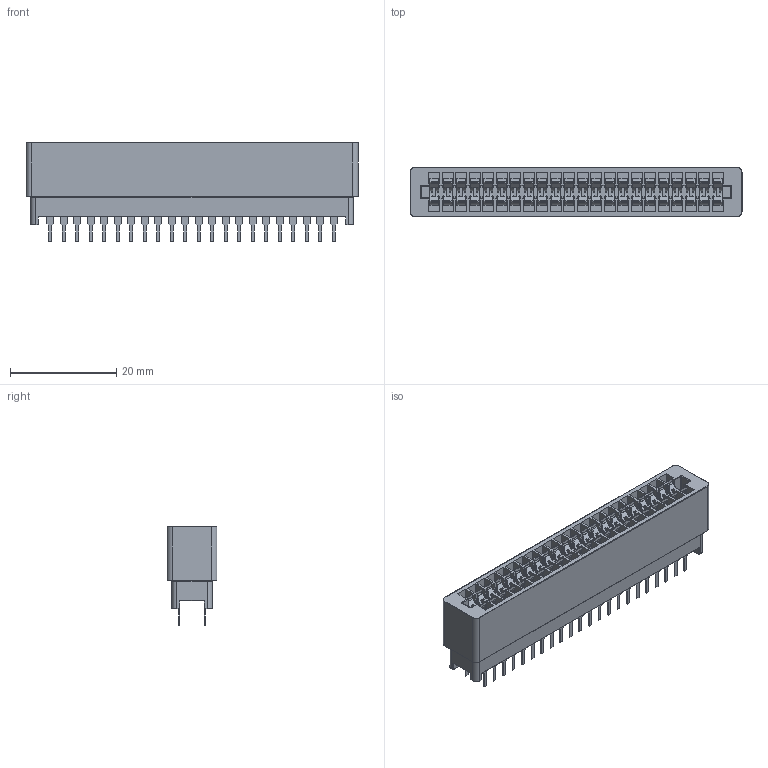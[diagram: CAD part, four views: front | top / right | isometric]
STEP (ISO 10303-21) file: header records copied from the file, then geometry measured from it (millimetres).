
FILE_DESCRIPTION(/* description */ (''),/* implementation_level */ '2;1');
FILE_NAME(/* name */ 'EDGE PCB Connector P2.54mm 44pin 2 Rows.stp',/* time_stamp */ '2019-10-27T10:42:24+01:00',/* author */ ('Bernd das Brot'),/* organization */ (''),/* preprocessor_version */ 'ST-DEVELOPER v18',/* originating_system */ 'Autodesk Inventor 2020',/* authorisation */ '');
FILE_SCHEMA (('AUTOMOTIVE_DESIGN { 1 0 10303 214 3 1 1 }'));
Length unit declared in the file: millimetre
Products named in the file (3): EDGE PCB Connector P2.54mm 44pin 2 Rows; EDGE Card Connector 44pos Body; EDGE Connector 2.54mm Contact Straight
Assembly tree (45 placements, depth 2):
  EDGE PCB Connector P2.54mm 44pin 2 Rows
    EDGE Card Connector 44pos Body
    EDGE Connector 2.54mm Contact Straight  x44
Bounding box: 62.48 x 9.35 x 18.67 mm (x, y, z)
Volume: 5089.6 mm3; surface area: 9620.8 mm2
Topology: 45 solids, 45 shells, 3019 faces, 7483 edges, 4468 vertices
Faces by surface type: plane 2396, cylinder 575, torus 32, sphere 16
Entity records: 33771 total; most frequent: CARTESIAN_POINT 5902, ORIENTED_EDGE 5850, DIRECTION 5597, EDGE_CURVE 2925, LINE 2431, VECTOR 2431, VERTEX_POINT 1888, AXIS2_PLACEMENT_3D 1583
